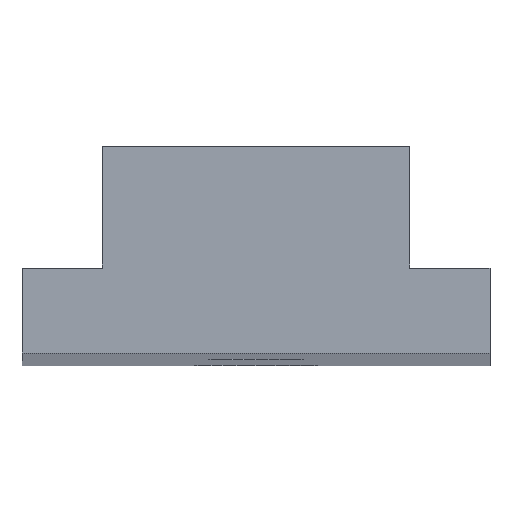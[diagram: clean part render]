
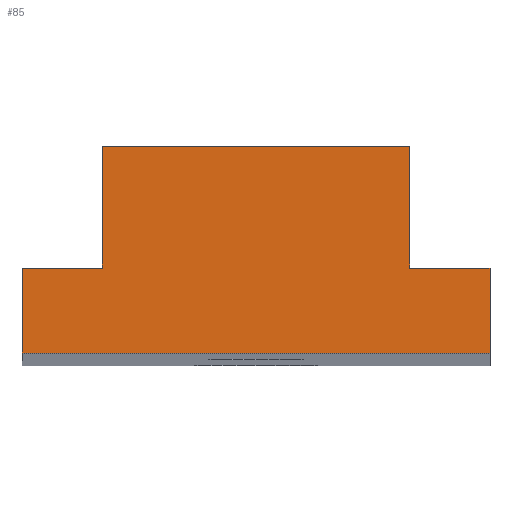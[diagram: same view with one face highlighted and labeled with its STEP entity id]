
A CAD part, top view. The second image highlights one B-rep face of the part: STEP entity #85.
In plain terms, the highlighted planar face has unit normal (0, 0, 1).
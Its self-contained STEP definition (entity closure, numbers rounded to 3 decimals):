
#1 = VECTOR ( 'NONE', #239, 1000. ) ;
#12 = LINE ( 'NONE', #55, #343 ) ;
#23 = VECTOR ( 'NONE', #591, 1000. ) ;
#24 = CARTESIAN_POINT ( 'NONE',  ( -6.25, 8.4, 300. ) ) ;
#28 = CARTESIAN_POINT ( 'NONE',  ( -6.25, 8.4, 300. ) ) ;
#37 = EDGE_CURVE ( 'NONE', #188, #89, #12, .T. ) ;
#55 = CARTESIAN_POINT ( 'NONE',  ( -9.5, 3.45, 300. ) ) ;
#65 = ORIENTED_EDGE ( 'NONE', *, *, #586, .T. ) ;
#66 = CARTESIAN_POINT ( 'NONE',  ( 9.5, 0., 300. ) ) ;
#76 = VERTEX_POINT ( 'NONE', #577 ) ;
#83 = DIRECTION ( 'NONE',  ( 0., 0., 1. ) ) ;
#85 = ADVANCED_FACE ( 'NONE', ( #627 ), #86, .T. ) ;
#86 = PLANE ( 'NONE',  #276 ) ;
#89 = VERTEX_POINT ( 'NONE', #523 ) ;
#101 = CARTESIAN_POINT ( 'NONE',  ( 6.25, 8.4, 300. ) ) ;
#104 = CARTESIAN_POINT ( 'NONE',  ( 9.5, 0., 300. ) ) ;
#113 = DIRECTION ( 'NONE',  ( 0., -1., 0. ) ) ;
#120 = CARTESIAN_POINT ( 'NONE',  ( 6.25, 3.45, 300. ) ) ;
#130 = VECTOR ( 'NONE', #411, 1000. ) ;
#137 = VECTOR ( 'NONE', #237, 1000. ) ;
#172 = ORIENTED_EDGE ( 'NONE', *, *, #253, .T. ) ;
#181 = EDGE_CURVE ( 'NONE', #76, #546, #290, .T. ) ;
#188 = VERTEX_POINT ( 'NONE', #544 ) ;
#194 = EDGE_CURVE ( 'NONE', #492, #188, #259, .T. ) ;
#219 = CARTESIAN_POINT ( 'NONE',  ( 0., 0., 300. ) ) ;
#228 = ORIENTED_EDGE ( 'NONE', *, *, #230, .T. ) ;
#230 = EDGE_CURVE ( 'NONE', #574, #235, #306, .T. ) ;
#235 = VERTEX_POINT ( 'NONE', #512 ) ;
#237 = DIRECTION ( 'NONE',  ( 0., -1., 0. ) ) ;
#239 = DIRECTION ( 'NONE',  ( -1., 0., 0. ) ) ;
#250 = LINE ( 'NONE', #502, #578 ) ;
#253 = EDGE_CURVE ( 'NONE', #546, #492, #461, .T. ) ;
#259 = LINE ( 'NONE', #391, #374 ) ;
#276 = AXIS2_PLACEMENT_3D ( 'NONE', #219, #83, #277 ) ;
#277 = DIRECTION ( 'NONE',  ( 1., 0., 0. ) ) ;
#284 = EDGE_LOOP ( 'NONE', ( #172, #302, #420, #65, #454, #228, #612, #298 ) ) ;
#290 = LINE ( 'NONE', #120, #23 ) ;
#296 = CARTESIAN_POINT ( 'NONE',  ( -9.5, 0., 300. ) ) ;
#298 = ORIENTED_EDGE ( 'NONE', *, *, #181, .T. ) ;
#302 = ORIENTED_EDGE ( 'NONE', *, *, #194, .T. ) ;
#303 = EDGE_CURVE ( 'NONE', #624, #574, #250, .T. ) ;
#305 = EDGE_CURVE ( 'NONE', #235, #76, #339, .T. ) ;
#306 = LINE ( 'NONE', #66, #554 ) ;
#315 = DIRECTION ( 'NONE',  ( 0., 1., 0. ) ) ;
#333 = DIRECTION ( 'NONE',  ( 1., 0., 0. ) ) ;
#339 = LINE ( 'NONE', #496, #1 ) ;
#343 = VECTOR ( 'NONE', #599, 1000. ) ;
#374 = VECTOR ( 'NONE', #113, 1000. ) ;
#391 = CARTESIAN_POINT ( 'NONE',  ( -6.25, 3.45, 300. ) ) ;
#411 = DIRECTION ( 'NONE',  ( -1., 0., 0. ) ) ;
#420 = ORIENTED_EDGE ( 'NONE', *, *, #37, .T. ) ;
#454 = ORIENTED_EDGE ( 'NONE', *, *, #303, .T. ) ;
#461 = LINE ( 'NONE', #24, #130 ) ;
#492 = VERTEX_POINT ( 'NONE', #28 ) ;
#496 = CARTESIAN_POINT ( 'NONE',  ( 9.5, 3.45, 300. ) ) ;
#502 = CARTESIAN_POINT ( 'NONE',  ( 9.5, 0., 300. ) ) ;
#504 = CARTESIAN_POINT ( 'NONE',  ( -9.5, 0., 300. ) ) ;
#512 = CARTESIAN_POINT ( 'NONE',  ( 9.5, 3.45, 300. ) ) ;
#523 = CARTESIAN_POINT ( 'NONE',  ( -9.5, 3.45, 300. ) ) ;
#544 = CARTESIAN_POINT ( 'NONE',  ( -6.25, 3.45, 300. ) ) ;
#546 = VERTEX_POINT ( 'NONE', #101 ) ;
#547 = LINE ( 'NONE', #296, #137 ) ;
#554 = VECTOR ( 'NONE', #315, 1000. ) ;
#574 = VERTEX_POINT ( 'NONE', #104 ) ;
#577 = CARTESIAN_POINT ( 'NONE',  ( 6.25, 3.45, 300. ) ) ;
#578 = VECTOR ( 'NONE', #333, 1000. ) ;
#586 = EDGE_CURVE ( 'NONE', #89, #624, #547, .T. ) ;
#591 = DIRECTION ( 'NONE',  ( 0., 1., 0. ) ) ;
#599 = DIRECTION ( 'NONE',  ( -1., 0., 0. ) ) ;
#612 = ORIENTED_EDGE ( 'NONE', *, *, #305, .T. ) ;
#624 = VERTEX_POINT ( 'NONE', #504 ) ;
#627 = FACE_OUTER_BOUND ( 'NONE', #284, .T. ) ;
